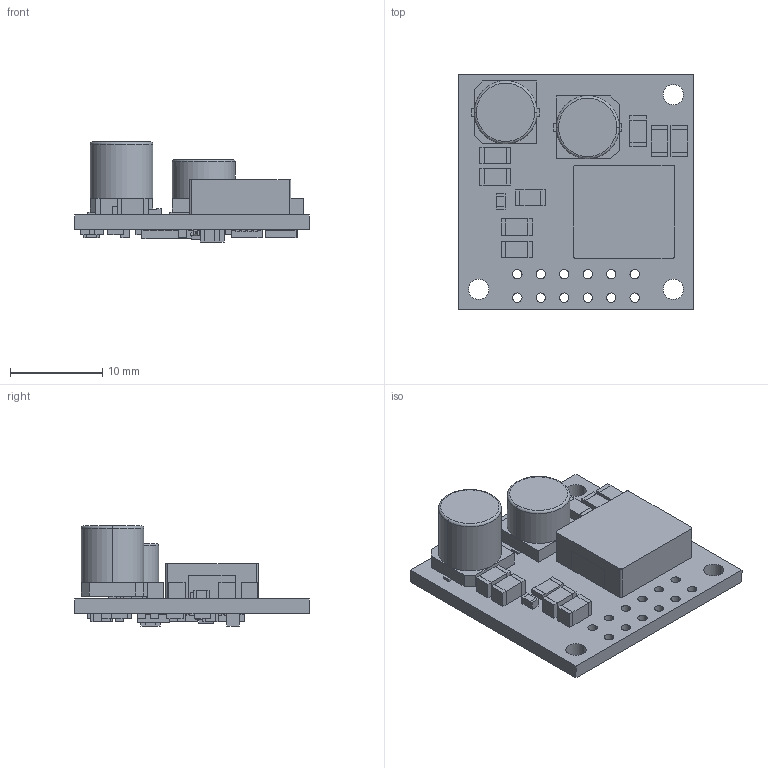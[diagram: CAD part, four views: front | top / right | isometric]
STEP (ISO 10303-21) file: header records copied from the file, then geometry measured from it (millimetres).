
FILE_DESCRIPTION (( 'STEP AP214' ), '1' );
FILE_NAME ('d42v55fx-step-down-voltage-regulator.step', '2025-06-18T23:33:26', ( '' ), ( '' ), 'SwSTEP 2.0', 'SolidWorks 2025', '' );
FILE_SCHEMA (( 'AUTOMOTIVE_DESIGN' ));
Length unit declared in the file: millimetre
Products named in the file (1): d42v55fx-step-down-voltage-regulator
Bounding box: 25.4 x 25.4 x 10.82 mm (x, y, z)
Volume: 2077.2 mm3; surface area: 2505.2 mm2
Topology: 1 solids, 1 shells, 1429 faces, 3964 edges, 2576 vertices
Faces by surface type: plane 1127, bspline 186, cylinder 112, torus 4
Entity records: 66828 total; most frequent: CARTESIAN_POINT 16398, ORIENTED_EDGE 7928, DIRECTION 6230, EDGE_CURVE 3964, VECTOR 3302, LINE 3302, VERTEX_POINT 2576, EDGE_LOOP 1588
